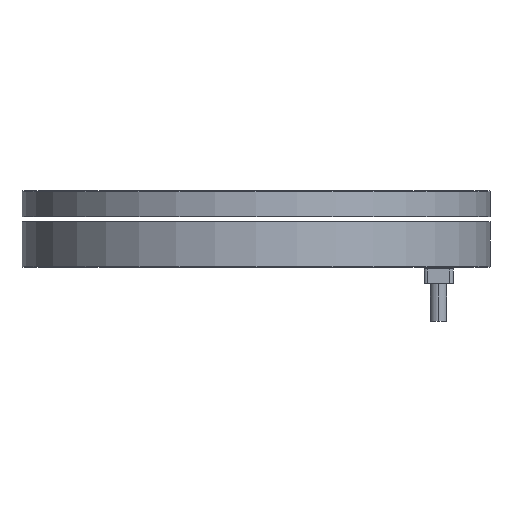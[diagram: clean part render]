
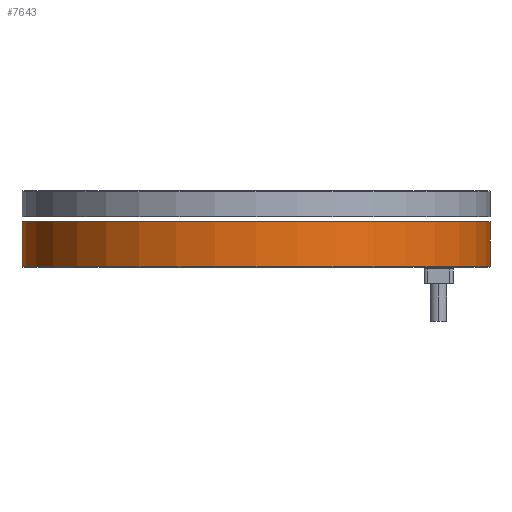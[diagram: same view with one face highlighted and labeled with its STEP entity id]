
A CAD part, front view. The second image highlights one B-rep face of the part: STEP entity #7643.
In plain terms, the highlighted cylindrical face has radius 50 mm (diameter 100 mm), a partial arc.
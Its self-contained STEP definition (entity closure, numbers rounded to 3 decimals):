
#493 = CARTESIAN_POINT ( 'NONE',  ( -50., 0., 9.8 ) ) ;
#1083 = CARTESIAN_POINT ( 'NONE',  ( 50., 0., 9.8 ) ) ;
#3286 = CARTESIAN_POINT ( 'NONE',  ( -50., 0., 9.8 ) ) ;
#7643 = ADVANCED_FACE ( 'NONE', ( #46387 ), #20753, .T. ) ;
#8716 = CARTESIAN_POINT ( 'NONE',  ( 50., 0., 9.8 ) ) ;
#9089 = DIRECTION ( 'NONE',  ( -1., 0., 0. ) ) ;
#13044 = VECTOR ( 'NONE', #33764, 1000. ) ;
#13381 = CARTESIAN_POINT ( 'NONE',  ( -50., 0., 0.2 ) ) ;
#18160 = VERTEX_POINT ( 'NONE', #76723 ) ;
#20753 = CYLINDRICAL_SURFACE ( 'NONE', #66363, 50. ) ;
#23558 = VECTOR ( 'NONE', #40231, 1000. ) ;
#24461 = VERTEX_POINT ( 'NONE', #1083 ) ;
#29111 = LINE ( 'NONE', #8716, #13044 ) ;
#30338 = DIRECTION ( 'NONE',  ( 1., 0., 0. ) ) ;
#31242 = CIRCLE ( 'NONE', #44975, 50. ) ;
#32908 = VERTEX_POINT ( 'NONE', #493 ) ;
#33422 = CARTESIAN_POINT ( 'NONE',  ( 0., 0., 9.8 ) ) ;
#33764 = DIRECTION ( 'NONE',  ( 0., 0., -1. ) ) ;
#35959 = EDGE_CURVE ( 'NONE', #32908, #67864, #76468, .T. ) ;
#39921 = ORIENTED_EDGE ( 'NONE', *, *, #35959, .T. ) ;
#40231 = DIRECTION ( 'NONE',  ( 0., 0., -1. ) ) ;
#41996 = EDGE_CURVE ( 'NONE', #67864, #18160, #49097, .T. ) ;
#44975 = AXIS2_PLACEMENT_3D ( 'NONE', #33422, #63791, #57764 ) ;
#46129 = ORIENTED_EDGE ( 'NONE', *, *, #65860, .F. ) ;
#46372 = AXIS2_PLACEMENT_3D ( 'NONE', #53939, #77699, #30338 ) ;
#46387 = FACE_OUTER_BOUND ( 'NONE', #74836, .T. ) ;
#49097 = CIRCLE ( 'NONE', #46372, 50. ) ;
#50895 = DIRECTION ( 'NONE',  ( 0., 0., -1. ) ) ;
#52685 = ORIENTED_EDGE ( 'NONE', *, *, #64777, .F. ) ;
#53939 = CARTESIAN_POINT ( 'NONE',  ( 0., 0., 0.2 ) ) ;
#57764 = DIRECTION ( 'NONE',  ( 1., 0., 0. ) ) ;
#62432 = CARTESIAN_POINT ( 'NONE',  ( 0., 0., 9.8 ) ) ;
#63791 = DIRECTION ( 'NONE',  ( 0., 0., 1. ) ) ;
#64777 = EDGE_CURVE ( 'NONE', #32908, #24461, #31242, .T. ) ;
#65860 = EDGE_CURVE ( 'NONE', #24461, #18160, #29111, .T. ) ;
#66363 = AXIS2_PLACEMENT_3D ( 'NONE', #62432, #50895, #9089 ) ;
#67864 = VERTEX_POINT ( 'NONE', #13381 ) ;
#72374 = ORIENTED_EDGE ( 'NONE', *, *, #41996, .T. ) ;
#74836 = EDGE_LOOP ( 'NONE', ( #46129, #52685, #39921, #72374 ) ) ;
#76468 = LINE ( 'NONE', #3286, #23558 ) ;
#76723 = CARTESIAN_POINT ( 'NONE',  ( 50., 0., 0.2 ) ) ;
#77699 = DIRECTION ( 'NONE',  ( 0., 0., 1. ) ) ;
